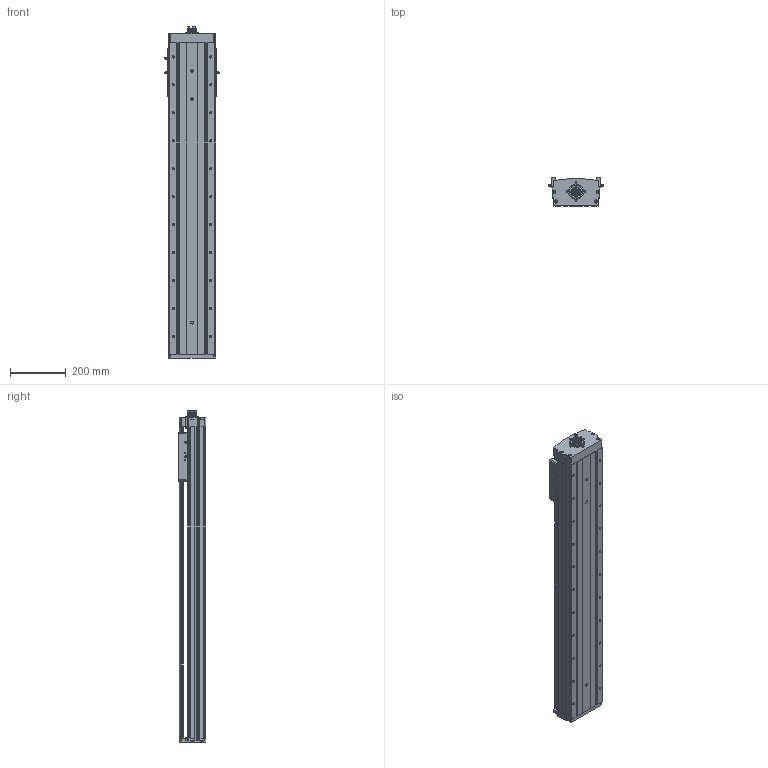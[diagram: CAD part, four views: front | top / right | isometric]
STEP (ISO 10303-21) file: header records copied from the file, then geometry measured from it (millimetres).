
FILE_DESCRIPTION(/* description */ ('STEP AP214'),/* implementation_level */ '2;1');
FILE_NAME(/* name */ '8124537_ELGT-BS-160-900-20P',/* time_stamp */ '2024-08-27T21:43:40+02:00',/* author */ ('License CC BY-ND 4.0'),/* organization */ ('CADENAS'),/* preprocessor_version */ 'ST-DEVELOPER v19.3',/* originating_system */ 'PARTsolutions',/* authorisation */ ' ');
FILE_SCHEMA (('AUTOMOTIVE_DESIGN {1 0 10303 214 3 1 1}'));
Length unit declared in the file: millimetre
Products named in the file (7): 8124537 ELGT-BS-160-900-20P---(0_high); 8121226 ELGT-BS-160-900--(high_h); 8121226 ELGT-BS-160---(high_0_s); 8125442 ELGT-M6X0,75; 8141998 EAMC-30/32-GB16-D15x10-A; ISO 14580 M5x12; DIN-912 - M4x12(F)
Assembly tree (8 placements, depth 2):
  8124537 ELGT-BS-160-900-20P---(0_high)
    8121226 ELGT-BS-160-900--(high_h)
    8121226 ELGT-BS-160---(high_0_s)
    8125442 ELGT-M6X0,75  x3
    8141998 EAMC-30/32-GB16-D15x10-A
    ISO 14580 M5x12
    DIN-912 - M4x12(F)
Bounding box: 194.78 x 100 x 1186.9 mm (x, y, z)
Volume: 12524144.7 mm3; surface area: 1373035.6 mm2
Topology: 8 solids, 8 shells, 1269 faces, 3273 edges, 2106 vertices
Faces by surface type: cylinder 555, plane 480, cone 187, torus 47
Full cylindrical faces by diameter (mm): 2.459 x4, 3.242 x1, 3.3 x1, 4 x5, 4.134 x1, 4.5 x1, 4.51 x1, 4.917 x4, 5 x2, 5.188 x3, 6 x3, 6.647 x30, 7 x1, 7.4 x1, 8 x3, 8.5 x16, 9.5 x16, 10 x8, 10.57 x4, 15 x1, 34 x1, 46 x1, 54 x1
Entity records: 40347 total; most frequent: CARTESIAN_POINT 6455, DIRECTION 6388, ORIENTED_EDGE 5566, EDGE_CURVE 2783, AXIS2_PLACEMENT_3D 2497, VERTEX_POINT 1986, FACE_BOUND 1627, EDGE_LOOP 1576
